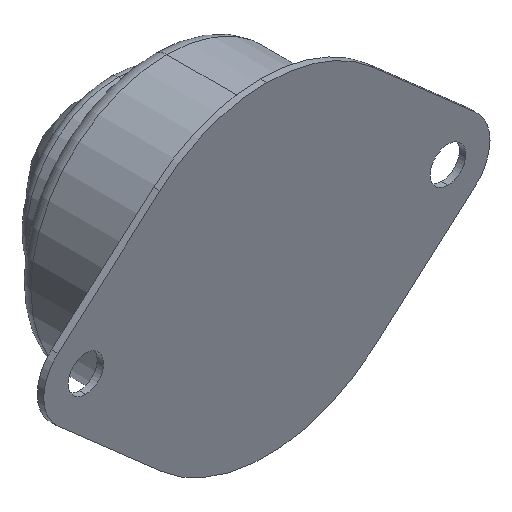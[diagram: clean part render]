
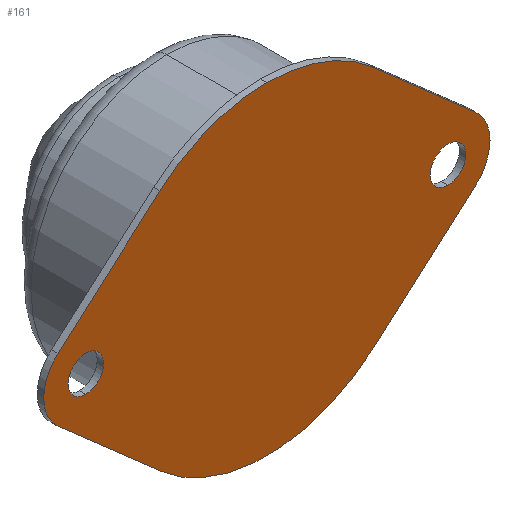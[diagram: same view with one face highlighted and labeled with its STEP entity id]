
A CAD part, isometric view. The second image highlights one B-rep face of the part: STEP entity #161.
In plain terms, the highlighted planar face has unit normal (0, -1, 0).
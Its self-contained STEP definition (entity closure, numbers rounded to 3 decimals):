
#6 = EDGE_CURVE ( 'NONE', #7, #8, #270, .T. ) ;
#7 = VERTEX_POINT ( 'NONE', #346 ) ;
#8 = VERTEX_POINT ( 'NONE', #345 ) ;
#107 = VERTEX_POINT ( 'NONE', #302 ) ;
#108 = ORIENTED_EDGE ( 'NONE', *, *, #145, .T. ) ;
#119 = ORIENTED_EDGE ( 'NONE', *, *, #122, .T. ) ;
#120 = VERTEX_POINT ( 'NONE', #356 ) ;
#121 = VERTEX_POINT ( 'NONE', #351 ) ;
#122 = EDGE_CURVE ( 'NONE', #120, #107, #463, .T. ) ;
#123 = ORIENTED_EDGE ( 'NONE', *, *, #136, .T. ) ;
#124 = EDGE_CURVE ( 'NONE', #155, #125, #458, .T. ) ;
#125 = VERTEX_POINT ( 'NONE', #453 ) ;
#126 = ORIENTED_EDGE ( 'NONE', *, *, #847, .F. ) ;
#127 = ORIENTED_EDGE ( 'NONE', *, *, #130, .F. ) ;
#128 = ORIENTED_EDGE ( 'NONE', *, *, #129, .T. ) ;
#129 = EDGE_CURVE ( 'NONE', #125, #133, #452, .T. ) ;
#130 = EDGE_CURVE ( 'NONE', #8, #7, #448, .T. ) ;
#131 = EDGE_LOOP ( 'NONE', ( #126, #185 ) ) ;
#132 = EDGE_CURVE ( 'NONE', #121, #928, #443, .T. ) ;
#133 = VERTEX_POINT ( 'NONE', #438 ) ;
#134 = ORIENTED_EDGE ( 'NONE', *, *, #138, .T. ) ;
#135 = ORIENTED_EDGE ( 'NONE', *, *, #927, .T. ) ;
#136 = EDGE_CURVE ( 'NONE', #929, #120, #377, .T. ) ;
#137 = ORIENTED_EDGE ( 'NONE', *, *, #132, .T. ) ;
#138 = EDGE_CURVE ( 'NONE', #133, #139, #373, .T. ) ;
#139 = VERTEX_POINT ( 'NONE', #368 ) ;
#140 = EDGE_LOOP ( 'NONE', ( #137, #135, #123, #119, #108, #156, #128, #134, #141 ) ) ;
#141 = ORIENTED_EDGE ( 'NONE', *, *, #142, .T. ) ;
#142 = EDGE_CURVE ( 'NONE', #139, #121, #367, .T. ) ;
#145 = EDGE_CURVE ( 'NONE', #107, #155, #363, .T. ) ;
#155 = VERTEX_POINT ( 'NONE', #394 ) ;
#156 = ORIENTED_EDGE ( 'NONE', *, *, #124, .T. ) ;
#161 = ADVANCED_FACE ( 'NONE', ( #388, #387, #386 ), #385, .T. ) ;
#162 = ORIENTED_EDGE ( 'NONE', *, *, #6, .F. ) ;
#163 = EDGE_LOOP ( 'NONE', ( #162, #127 ) ) ;
#185 = ORIENTED_EDGE ( 'NONE', *, *, #186, .F. ) ;
#186 = EDGE_CURVE ( 'NONE', #849, #848, #474, .T. ) ;
#270 = CIRCLE ( 'NONE', #350, 2.75 ) ;
#302 = CARTESIAN_POINT ( 'NONE',  ( -32.295, 0., -4.879 ) ) ;
#345 = CARTESIAN_POINT ( 'NONE',  ( -28., 0., -2.75 ) ) ;
#346 = CARTESIAN_POINT ( 'NONE',  ( -28., 0., 2.75 ) ) ;
#347 = DIRECTION ( 'NONE',  ( 0., 0., -1. ) ) ;
#348 = DIRECTION ( 'NONE',  ( 0., -1., 0. ) ) ;
#349 = CARTESIAN_POINT ( 'NONE',  ( -28., 0., 0. ) ) ;
#350 = AXIS2_PLACEMENT_3D ( 'NONE', #349, #348, #347 ) ;
#351 = CARTESIAN_POINT ( 'NONE',  ( 16.518, 0., 18.766 ) ) ;
#356 = CARTESIAN_POINT ( 'NONE',  ( -32.295, 0., 4.879 ) ) ;
#360 = DIRECTION ( 'NONE',  ( 0.751, 0., -0.661 ) ) ;
#361 = VECTOR ( 'NONE', #360, 1000. ) ;
#362 = CARTESIAN_POINT ( 'NONE',  ( -32.295, 0., -4.879 ) ) ;
#363 = LINE ( 'NONE', #362, #361 ) ;
#364 = DIRECTION ( 'NONE',  ( -0.751, 0., 0.661 ) ) ;
#365 = VECTOR ( 'NONE', #364, 1000. ) ;
#366 = CARTESIAN_POINT ( 'NONE',  ( 32.295, 0., 4.879 ) ) ;
#367 = LINE ( 'NONE', #366, #365 ) ;
#368 = CARTESIAN_POINT ( 'NONE',  ( 32.295, 0., 4.879 ) ) ;
#369 = DIRECTION ( 'NONE',  ( 0., 0., -1. ) ) ;
#370 = DIRECTION ( 'NONE',  ( 0., -1., 0. ) ) ;
#371 = CARTESIAN_POINT ( 'NONE',  ( 28., 0., 0. ) ) ;
#372 = AXIS2_PLACEMENT_3D ( 'NONE', #371, #370, #369 ) ;
#373 = CIRCLE ( 'NONE', #372, 6.5 ) ;
#374 = DIRECTION ( 'NONE',  ( -0.751, 0., -0.661 ) ) ;
#375 = VECTOR ( 'NONE', #374, 1000. ) ;
#376 = CARTESIAN_POINT ( 'NONE',  ( -16.518, 0., 18.766 ) ) ;
#377 = LINE ( 'NONE', #376, #375 ) ;
#381 = DIRECTION ( 'NONE',  ( 0., 0., -1. ) ) ;
#382 = DIRECTION ( 'NONE',  ( 0., -1., 0. ) ) ;
#383 = CARTESIAN_POINT ( 'NONE',  ( 0., 0., 0. ) ) ;
#384 = AXIS2_PLACEMENT_3D ( 'NONE', #383, #382, #381 ) ;
#385 = PLANE ( 'NONE',  #384 ) ;
#386 = FACE_BOUND ( 'NONE', #131, .T. ) ;
#387 = FACE_OUTER_BOUND ( 'NONE', #140, .T. ) ;
#388 = FACE_BOUND ( 'NONE', #163, .T. ) ;
#394 = CARTESIAN_POINT ( 'NONE',  ( -16.518, 0., -18.766 ) ) ;
#438 = CARTESIAN_POINT ( 'NONE',  ( 32.295, 0., -4.879 ) ) ;
#439 = DIRECTION ( 'NONE',  ( 0., 0., -1. ) ) ;
#440 = DIRECTION ( 'NONE',  ( 0., -1., 0. ) ) ;
#441 = CARTESIAN_POINT ( 'NONE',  ( 0., 0., 0. ) ) ;
#442 = AXIS2_PLACEMENT_3D ( 'NONE', #441, #440, #439 ) ;
#443 = CIRCLE ( 'NONE', #442, 25. ) ;
#444 = DIRECTION ( 'NONE',  ( 0., 0., -1. ) ) ;
#445 = DIRECTION ( 'NONE',  ( 0., -1., 0. ) ) ;
#446 = CARTESIAN_POINT ( 'NONE',  ( -28., 0., 0. ) ) ;
#447 = AXIS2_PLACEMENT_3D ( 'NONE', #446, #445, #444 ) ;
#448 = CIRCLE ( 'NONE', #447, 2.75 ) ;
#449 = DIRECTION ( 'NONE',  ( 0.751, 0., 0.661 ) ) ;
#450 = VECTOR ( 'NONE', #449, 1000. ) ;
#451 = CARTESIAN_POINT ( 'NONE',  ( 16.518, 0., -18.766 ) ) ;
#452 = LINE ( 'NONE', #451, #450 ) ;
#453 = CARTESIAN_POINT ( 'NONE',  ( 16.518, 0., -18.766 ) ) ;
#454 = DIRECTION ( 'NONE',  ( 0., 0., -1. ) ) ;
#455 = DIRECTION ( 'NONE',  ( 0., -1., 0. ) ) ;
#456 = CARTESIAN_POINT ( 'NONE',  ( 0., 0., 0. ) ) ;
#457 = AXIS2_PLACEMENT_3D ( 'NONE', #456, #455, #454 ) ;
#458 = CIRCLE ( 'NONE', #457, 25. ) ;
#459 = DIRECTION ( 'NONE',  ( 0., 0., -1. ) ) ;
#460 = DIRECTION ( 'NONE',  ( 0., -1., 0. ) ) ;
#461 = CARTESIAN_POINT ( 'NONE',  ( -28., 0., 0. ) ) ;
#462 = AXIS2_PLACEMENT_3D ( 'NONE', #461, #460, #459 ) ;
#463 = CIRCLE ( 'NONE', #462, 6.5 ) ;
#470 = DIRECTION ( 'NONE',  ( 0., 0., -1. ) ) ;
#471 = DIRECTION ( 'NONE',  ( 0., -1., 0. ) ) ;
#472 = CARTESIAN_POINT ( 'NONE',  ( 28., 0., 0. ) ) ;
#473 = AXIS2_PLACEMENT_3D ( 'NONE', #472, #471, #470 ) ;
#474 = CIRCLE ( 'NONE', #473, 2.75 ) ;
#715 = CARTESIAN_POINT ( 'NONE',  ( 28., 0., -2.75 ) ) ;
#716 = CARTESIAN_POINT ( 'NONE',  ( 28., 0., 2.75 ) ) ;
#717 = DIRECTION ( 'NONE',  ( 0., 0., -1. ) ) ;
#718 = DIRECTION ( 'NONE',  ( 0., -1., 0. ) ) ;
#719 = CARTESIAN_POINT ( 'NONE',  ( 28., 0., 0. ) ) ;
#720 = AXIS2_PLACEMENT_3D ( 'NONE', #719, #718, #717 ) ;
#721 = CIRCLE ( 'NONE', #720, 2.75 ) ;
#756 = DIRECTION ( 'NONE',  ( 0., -1., 0. ) ) ;
#757 = AXIS2_PLACEMENT_3D ( 'NONE', #764, #756, #804 ) ;
#758 = CIRCLE ( 'NONE', #757, 25. ) ;
#764 = CARTESIAN_POINT ( 'NONE',  ( 0., 0., 0. ) ) ;
#802 = CARTESIAN_POINT ( 'NONE',  ( -16.518, 0., 18.766 ) ) ;
#803 = CARTESIAN_POINT ( 'NONE',  ( 0., 0., 25. ) ) ;
#804 = DIRECTION ( 'NONE',  ( 0., 0., -1. ) ) ;
#847 = EDGE_CURVE ( 'NONE', #848, #849, #721, .T. ) ;
#848 = VERTEX_POINT ( 'NONE', #716 ) ;
#849 = VERTEX_POINT ( 'NONE', #715 ) ;
#927 = EDGE_CURVE ( 'NONE', #928, #929, #758, .T. ) ;
#928 = VERTEX_POINT ( 'NONE', #803 ) ;
#929 = VERTEX_POINT ( 'NONE', #802 ) ;
